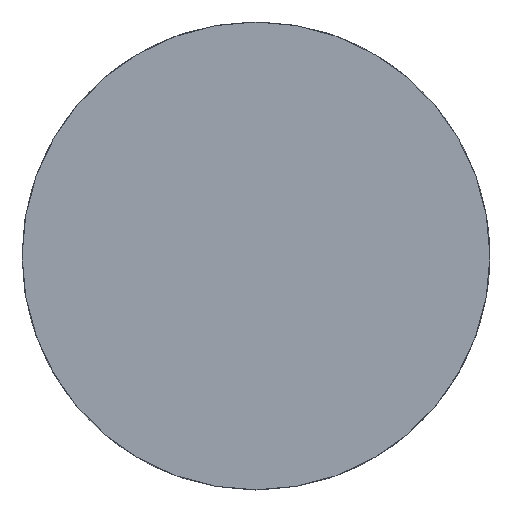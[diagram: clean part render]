
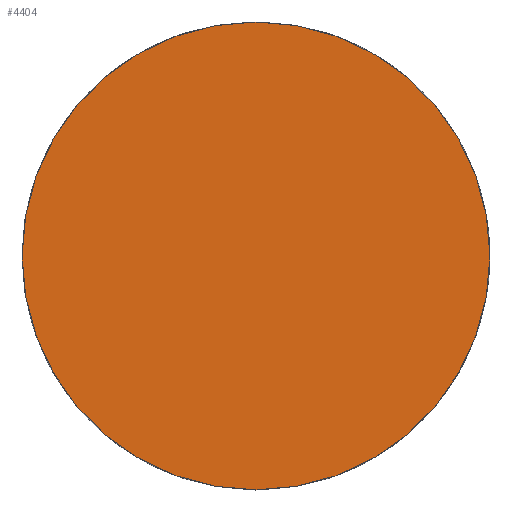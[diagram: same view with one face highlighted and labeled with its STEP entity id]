
A CAD part, top view. The second image highlights one B-rep face of the part: STEP entity #4404.
In plain terms, the highlighted planar face has unit normal (0, 0, 1).
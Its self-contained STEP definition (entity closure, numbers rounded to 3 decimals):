
#220=PLANE('',#4891);
#465=FACE_OUTER_BOUND('',#743,.T.);
#743=EDGE_LOOP('',(#4064));
#1772=CIRCLE('',#4884,35.);
#2190=VERTEX_POINT('',#7519);
#2813=EDGE_CURVE('',#2190,#2190,#1772,.T.);
#4064=ORIENTED_EDGE('',*,*,#2813,.T.);
#4404=ADVANCED_FACE('',(#465),#220,.T.);
#4884=AXIS2_PLACEMENT_3D('',#7521,#6215,#6216);
#4891=AXIS2_PLACEMENT_3D('',#7533,#6231,#6232);
#6215=DIRECTION('center_axis',(0.,0.,1.));
#6216=DIRECTION('ref_axis',(-1.,0.,0.));
#6231=DIRECTION('center_axis',(0.,0.,1.));
#6232=DIRECTION('ref_axis',(-1.,0.,0.));
#7519=CARTESIAN_POINT('',(35.,0.,12.5));
#7521=CARTESIAN_POINT('Origin',(0.,0.,12.5));
#7533=CARTESIAN_POINT('Origin',(0.,0.,12.5));
